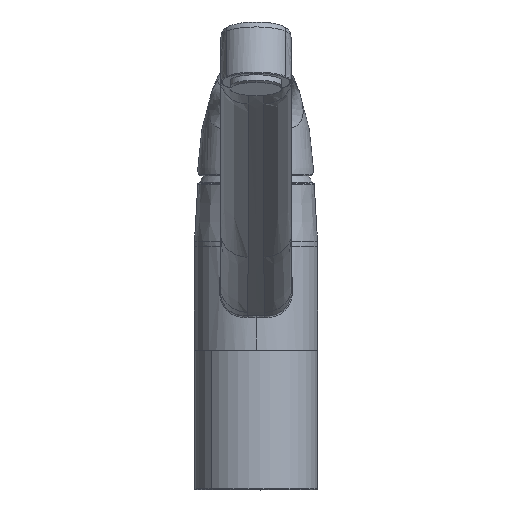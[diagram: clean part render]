
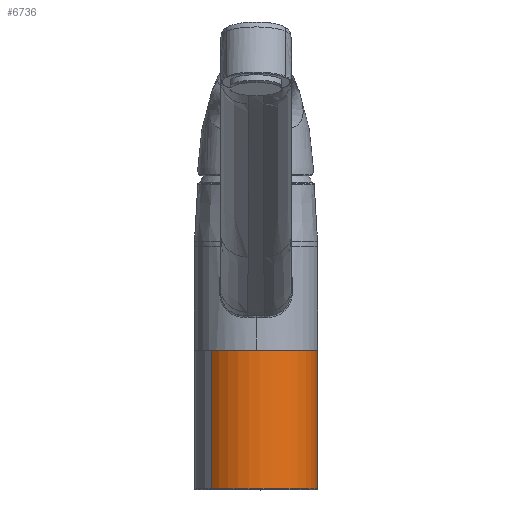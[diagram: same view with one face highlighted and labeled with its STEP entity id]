
A CAD part, top view. The second image highlights one B-rep face of the part: STEP entity #6736.
In plain terms, the highlighted cylindrical face has radius 26.5 mm (diameter 53 mm), a partial arc.
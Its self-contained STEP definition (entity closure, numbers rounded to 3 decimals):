
#166 = ORIENTED_EDGE ( 'NONE', *, *, #5718, .T. ) ;
#395 = CARTESIAN_POINT ( 'NONE',  ( -106.121, 222.246, 421.994 ) ) ;
#757 = DIRECTION ( 'NONE',  ( 0., -1., 0. ) ) ;
#852 = EDGE_CURVE ( 'NONE', #9322, #14180, #14492, .T. ) ;
#1051 = VERTEX_POINT ( 'NONE', #2424 ) ;
#1065 = CARTESIAN_POINT ( 'NONE',  ( -86.899, 217.646, 403.753 ) ) ;
#1897 = CARTESIAN_POINT ( 'NONE',  ( -86.899, 222.246, 403.753 ) ) ;
#1993 = CARTESIAN_POINT ( 'NONE',  ( -86.899, 277.164, 403.753 ) ) ;
#2424 = CARTESIAN_POINT ( 'NONE',  ( -106.121, 277.164, 421.994 ) ) ;
#2891 = AXIS2_PLACEMENT_3D ( 'NONE', #1993, #9495, #15749 ) ;
#3680 = DIRECTION ( 'NONE',  ( -0.725, 0., 0.688 ) ) ;
#4641 = ORIENTED_EDGE ( 'NONE', *, *, #8983, .T. ) ;
#5718 = EDGE_CURVE ( 'NONE', #1051, #9322, #8721, .T. ) ;
#6381 = VECTOR ( 'NONE', #10730, 1000. ) ;
#6736 = ADVANCED_FACE ( 'NONE', ( #12408 ), #12789, .T. ) ;
#7335 = CIRCLE ( 'NONE', #2891, 26.5 ) ;
#7684 = AXIS2_PLACEMENT_3D ( 'NONE', #1065, #10944, #3680 ) ;
#7918 = VECTOR ( 'NONE', #9095, 1000. ) ;
#7965 = ORIENTED_EDGE ( 'NONE', *, *, #852, .T. ) ;
#7992 = CARTESIAN_POINT ( 'NONE',  ( -67.676, 277.164, 385.511 ) ) ;
#8592 = CARTESIAN_POINT ( 'NONE',  ( -67.676, 217.646, 385.511 ) ) ;
#8721 = LINE ( 'NONE', #395, #7918 ) ;
#8983 = EDGE_CURVE ( 'NONE', #13815, #1051, #7335, .T. ) ;
#9095 = DIRECTION ( 'NONE',  ( 0., -1., 0. ) ) ;
#9322 = VERTEX_POINT ( 'NONE', #14933 ) ;
#9495 = DIRECTION ( 'NONE',  ( 0., -1., 0. ) ) ;
#10150 = ORIENTED_EDGE ( 'NONE', *, *, #15954, .F. ) ;
#10730 = DIRECTION ( 'NONE',  ( 0., -1., 0. ) ) ;
#10847 = EDGE_LOOP ( 'NONE', ( #10150, #4641, #166, #7965 ) ) ;
#10944 = DIRECTION ( 'NONE',  ( 0., 1., 0. ) ) ;
#11548 = AXIS2_PLACEMENT_3D ( 'NONE', #1897, #757, #14293 ) ;
#12408 = FACE_OUTER_BOUND ( 'NONE', #10847, .T. ) ;
#12789 = CYLINDRICAL_SURFACE ( 'NONE', #11548, 26.5 ) ;
#13815 = VERTEX_POINT ( 'NONE', #7992 ) ;
#14180 = VERTEX_POINT ( 'NONE', #8592 ) ;
#14293 = DIRECTION ( 'NONE',  ( -0.725, 0., 0.688 ) ) ;
#14332 = LINE ( 'NONE', #15906, #6381 ) ;
#14492 = CIRCLE ( 'NONE', #7684, 26.5 ) ;
#14933 = CARTESIAN_POINT ( 'NONE',  ( -106.121, 217.646, 421.994 ) ) ;
#15749 = DIRECTION ( 'NONE',  ( -0.725, 0., 0.688 ) ) ;
#15906 = CARTESIAN_POINT ( 'NONE',  ( -67.676, 222.246, 385.511 ) ) ;
#15954 = EDGE_CURVE ( 'NONE', #13815, #14180, #14332, .T. ) ;
